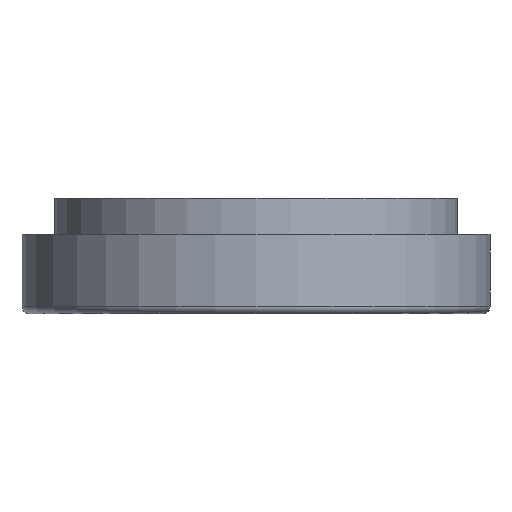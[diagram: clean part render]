
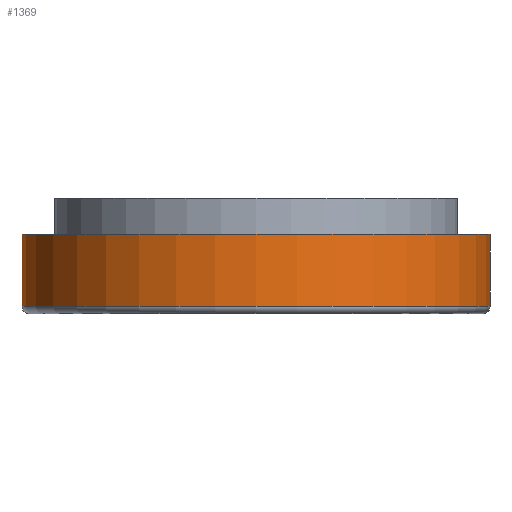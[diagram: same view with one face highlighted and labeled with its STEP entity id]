
A CAD part, front view. The second image highlights one B-rep face of the part: STEP entity #1369.
In plain terms, the highlighted cylindrical face has radius 103.188 mm (diameter 206.375 mm), a partial arc.
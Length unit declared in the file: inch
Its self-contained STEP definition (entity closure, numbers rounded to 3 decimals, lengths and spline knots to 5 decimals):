
#70 = DIRECTION ( 'NONE',  ( 0., 0., 1. ) ) ;
#102 = ORIENTED_EDGE ( 'NONE', *, *, #1876, .F. ) ;
#125 = VECTOR ( 'NONE', #3552, 39.37008 ) ;
#175 = CARTESIAN_POINT ( 'NONE',  ( -4.0625, 0., -0.875 ) ) ;
#190 = CARTESIAN_POINT ( 'NONE',  ( -4.0625, 0., -1.875 ) ) ;
#219 = ORIENTED_EDGE ( 'NONE', *, *, #3920, .T. ) ;
#235 = LINE ( 'NONE', #1552, #1904 ) ;
#290 = EDGE_CURVE ( 'NONE', #3257, #1294, #2874, .T. ) ;
#336 = LINE ( 'NONE', #2518, #1072 ) ;
#379 = EDGE_CURVE ( 'NONE', #2205, #1133, #235, .T. ) ;
#426 = DIRECTION ( 'NONE',  ( 0., 0., 1. ) ) ;
#448 = DIRECTION ( 'NONE',  ( 1., 0., 0. ) ) ;
#463 = CARTESIAN_POINT ( 'NONE',  ( 4.0625, 0., -1.4975 ) ) ;
#545 = DIRECTION ( 'NONE',  ( 0., 0., -1. ) ) ;
#576 = ORIENTED_EDGE ( 'NONE', *, *, #379, .T. ) ;
#579 = CARTESIAN_POINT ( 'NONE',  ( 4.0625, 0., -1.5 ) ) ;
#653 = ORIENTED_EDGE ( 'NONE', *, *, #290, .T. ) ;
#786 = EDGE_CURVE ( 'NONE', #3257, #2904, #1915, .T. ) ;
#796 = AXIS2_PLACEMENT_3D ( 'NONE', #1408, #1159, #2403 ) ;
#818 = VERTEX_POINT ( 'NONE', #969 ) ;
#929 = LINE ( 'NONE', #2459, #1028 ) ;
#969 = CARTESIAN_POINT ( 'NONE',  ( -4.0625, 0., -0.625 ) ) ;
#1028 = VECTOR ( 'NONE', #545, 39.37008 ) ;
#1072 = VECTOR ( 'NONE', #2838, 39.37008 ) ;
#1094 = CARTESIAN_POINT ( 'NONE',  ( 4.0625, 0., -0.875 ) ) ;
#1133 = VERTEX_POINT ( 'NONE', #2610 ) ;
#1141 = CARTESIAN_POINT ( 'NONE',  ( 0., 0., -1.875 ) ) ;
#1142 = FACE_OUTER_BOUND ( 'NONE', #3573, .T. ) ;
#1159 = DIRECTION ( 'NONE',  ( 0., 0., 1. ) ) ;
#1213 = EDGE_CURVE ( 'NONE', #2320, #1133, #3813, .T. ) ;
#1263 = LINE ( 'NONE', #3742, #1416 ) ;
#1294 = VERTEX_POINT ( 'NONE', #1395 ) ;
#1299 = VECTOR ( 'NONE', #2067, 39.37008 ) ;
#1316 = CARTESIAN_POINT ( 'NONE',  ( 4.0625, 0., -0.8775 ) ) ;
#1335 = EDGE_CURVE ( 'NONE', #1471, #1798, #3591, .T. ) ;
#1362 = CARTESIAN_POINT ( 'NONE',  ( -4.0625, 0., -1.4975 ) ) ;
#1369 = ADVANCED_FACE ( 'NONE', ( #1142 ), #2702, .T. ) ;
#1395 = CARTESIAN_POINT ( 'NONE',  ( 4.0625, 0., -1.875 ) ) ;
#1399 = ORIENTED_EDGE ( 'NONE', *, *, #2435, .F. ) ;
#1408 = CARTESIAN_POINT ( 'NONE',  ( 0., 0., 0. ) ) ;
#1416 = VECTOR ( 'NONE', #2504, 39.37008 ) ;
#1458 = CARTESIAN_POINT ( 'NONE',  ( 4.0625, 0., -0.625 ) ) ;
#1470 = DIRECTION ( 'NONE',  ( 0., 0., -1. ) ) ;
#1471 = VERTEX_POINT ( 'NONE', #1633 ) ;
#1552 = CARTESIAN_POINT ( 'NONE',  ( -4.0625, 0., -0.875 ) ) ;
#1633 = CARTESIAN_POINT ( 'NONE',  ( 4.0625, 0., -1.4975 ) ) ;
#1657 = VECTOR ( 'NONE', #1470, 39.37008 ) ;
#1658 = VERTEX_POINT ( 'NONE', #3693 ) ;
#1661 = VECTOR ( 'NONE', #70, 39.37008 ) ;
#1689 = VERTEX_POINT ( 'NONE', #1458 ) ;
#1773 = DIRECTION ( 'NONE',  ( 0., 0., 1. ) ) ;
#1798 = VERTEX_POINT ( 'NONE', #1316 ) ;
#1876 = EDGE_CURVE ( 'NONE', #2205, #818, #336, .T. ) ;
#1904 = VECTOR ( 'NONE', #3661, 39.37008 ) ;
#1915 = LINE ( 'NONE', #2822, #1661 ) ;
#2057 = DIRECTION ( 'NONE',  ( 0., 0., 1. ) ) ;
#2064 = ORIENTED_EDGE ( 'NONE', *, *, #3980, .F. ) ;
#2067 = DIRECTION ( 'NONE',  ( 0., 0., -1. ) ) ;
#2199 = ORIENTED_EDGE ( 'NONE', *, *, #3982, .F. ) ;
#2205 = VERTEX_POINT ( 'NONE', #175 ) ;
#2214 = LINE ( 'NONE', #1094, #1299 ) ;
#2320 = VERTEX_POINT ( 'NONE', #1362 ) ;
#2328 = DIRECTION ( 'NONE',  ( 1., 0., 0. ) ) ;
#2336 = CARTESIAN_POINT ( 'NONE',  ( 0., 0., -0.625 ) ) ;
#2403 = DIRECTION ( 'NONE',  ( 1., 0., 0. ) ) ;
#2435 = EDGE_CURVE ( 'NONE', #1658, #1798, #2214, .T. ) ;
#2439 = EDGE_CURVE ( 'NONE', #818, #1689, #3370, .T. ) ;
#2459 = CARTESIAN_POINT ( 'NONE',  ( -4.0625, 0., -1.4975 ) ) ;
#2504 = DIRECTION ( 'NONE',  ( 0., 0., -1. ) ) ;
#2518 = CARTESIAN_POINT ( 'NONE',  ( -4.0625, 0., 0. ) ) ;
#2601 = ORIENTED_EDGE ( 'NONE', *, *, #1335, .T. ) ;
#2610 = CARTESIAN_POINT ( 'NONE',  ( -4.0625, 0., -0.8775 ) ) ;
#2702 = CYLINDRICAL_SURFACE ( 'NONE', #796, 4.0625 ) ;
#2727 = LINE ( 'NONE', #463, #1657 ) ;
#2799 = DIRECTION ( 'NONE',  ( 0., 0., -1. ) ) ;
#2822 = CARTESIAN_POINT ( 'NONE',  ( -4.0625, 0., 0. ) ) ;
#2838 = DIRECTION ( 'NONE',  ( 0., 0., 1. ) ) ;
#2874 = CIRCLE ( 'NONE', #3319, 4.0625 ) ;
#2904 = VERTEX_POINT ( 'NONE', #3292 ) ;
#2918 = CARTESIAN_POINT ( 'NONE',  ( -4.0625, 0., 0. ) ) ;
#2969 = VECTOR ( 'NONE', #2799, 39.37008 ) ;
#3086 = ORIENTED_EDGE ( 'NONE', *, *, #786, .F. ) ;
#3257 = VERTEX_POINT ( 'NONE', #190 ) ;
#3292 = CARTESIAN_POINT ( 'NONE',  ( -4.0625, 0., -1.5 ) ) ;
#3296 = VERTEX_POINT ( 'NONE', #579 ) ;
#3319 = AXIS2_PLACEMENT_3D ( 'NONE', #1141, #1773, #2328 ) ;
#3370 = CIRCLE ( 'NONE', #4011, 4.0625 ) ;
#3437 = ORIENTED_EDGE ( 'NONE', *, *, #1213, .F. ) ;
#3470 = VECTOR ( 'NONE', #2057, 39.37008 ) ;
#3552 = DIRECTION ( 'NONE',  ( 0., 0., 1. ) ) ;
#3573 = EDGE_LOOP ( 'NONE', ( #3437, #219, #3086, #653, #2064, #3596, #2601, #1399, #2199, #3808, #102, #576 ) ) ;
#3591 = LINE ( 'NONE', #3884, #3470 ) ;
#3596 = ORIENTED_EDGE ( 'NONE', *, *, #3707, .F. ) ;
#3659 = CARTESIAN_POINT ( 'NONE',  ( 4.0625, 0., 0. ) ) ;
#3661 = DIRECTION ( 'NONE',  ( 0., 0., -1. ) ) ;
#3693 = CARTESIAN_POINT ( 'NONE',  ( 4.0625, 0., -0.875 ) ) ;
#3707 = EDGE_CURVE ( 'NONE', #1471, #3296, #2727, .T. ) ;
#3742 = CARTESIAN_POINT ( 'NONE',  ( 4.0625, 0., 0. ) ) ;
#3808 = ORIENTED_EDGE ( 'NONE', *, *, #2439, .F. ) ;
#3813 = LINE ( 'NONE', #2918, #125 ) ;
#3884 = CARTESIAN_POINT ( 'NONE',  ( 4.0625, 0., 0. ) ) ;
#3920 = EDGE_CURVE ( 'NONE', #2320, #2904, #929, .T. ) ;
#3980 = EDGE_CURVE ( 'NONE', #3296, #1294, #1263, .T. ) ;
#3982 = EDGE_CURVE ( 'NONE', #1689, #1658, #4014, .T. ) ;
#4011 = AXIS2_PLACEMENT_3D ( 'NONE', #2336, #426, #448 ) ;
#4014 = LINE ( 'NONE', #3659, #2969 ) ;
